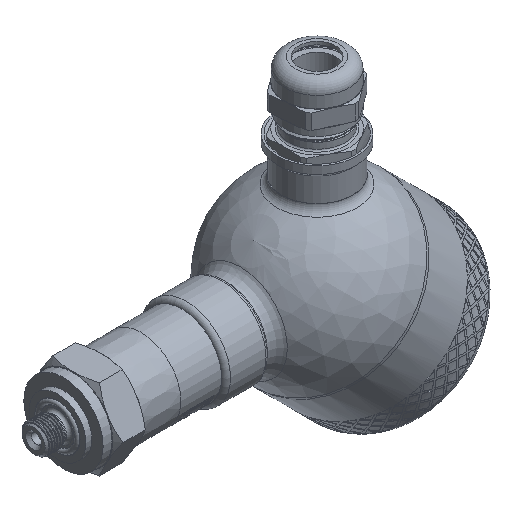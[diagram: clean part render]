
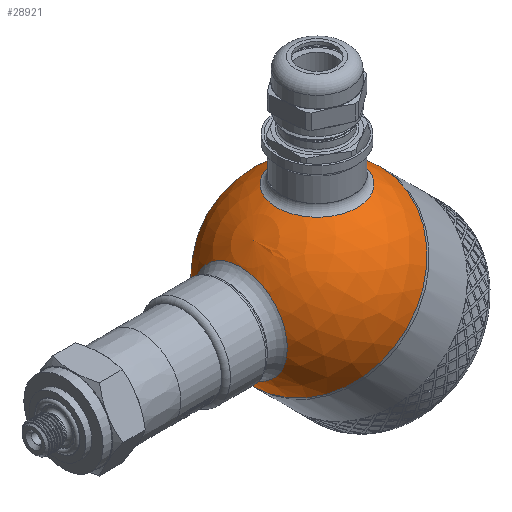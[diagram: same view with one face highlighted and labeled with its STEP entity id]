
A CAD part, isometric view. The second image highlights one B-rep face of the part: STEP entity #28921.
In plain terms, the highlighted spherical face has radius 30 mm.
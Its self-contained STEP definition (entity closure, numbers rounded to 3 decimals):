
#145=SPHERICAL_SURFACE('',#30728,30.);
#1230=FACE_BOUND('',#4236,.T.);
#1231=FACE_BOUND('',#4237,.T.);
#2383=FACE_OUTER_BOUND('',#4235,.T.);
#4235=EDGE_LOOP('',(#20891,#20892,#20893,#20894));
#4236=EDGE_LOOP('',(#20895));
#4237=EDGE_LOOP('',(#20896));
#5983=CIRCLE('',#30651,30.);
#5984=CIRCLE('',#30652,30.);
#6011=CIRCLE('',#30724,13.5);
#6014=CIRCLE('',#30729,30.);
#6015=CIRCLE('',#30730,15.643);
#11401=VERTEX_POINT('',#39554);
#11402=VERTEX_POINT('',#39556);
#11929=VERTEX_POINT('',#46320);
#11931=VERTEX_POINT('',#46327);
#11932=VERTEX_POINT('',#46329);
#14510=EDGE_CURVE('',#11401,#11402,#5983,.T.);
#14511=EDGE_CURVE('',#11402,#11401,#5984,.T.);
#15304=EDGE_CURVE('',#11929,#11929,#6011,.T.);
#15307=EDGE_CURVE('',#11402,#11931,#6014,.T.);
#15308=EDGE_CURVE('',#11932,#11932,#6015,.T.);
#20891=ORIENTED_EDGE('',*,*,#14511,.F.);
#20892=ORIENTED_EDGE('',*,*,#15307,.T.);
#20893=ORIENTED_EDGE('',*,*,#15307,.F.);
#20894=ORIENTED_EDGE('',*,*,#14510,.F.);
#20895=ORIENTED_EDGE('',*,*,#15308,.F.);
#20896=ORIENTED_EDGE('',*,*,#15304,.F.);
#28921=ADVANCED_FACE('',(#2383,#1230,#1231),#145,.T.);
#30651=AXIS2_PLACEMENT_3D('',#39557,#32273,#32274);
#30652=AXIS2_PLACEMENT_3D('',#39558,#32275,#32276);
#30724=AXIS2_PLACEMENT_3D('',#46321,#32697,#32698);
#30728=AXIS2_PLACEMENT_3D('',#46326,#32705,#32706);
#30729=AXIS2_PLACEMENT_3D('',#46328,#32707,#32708);
#30730=AXIS2_PLACEMENT_3D('',#46330,#32709,#32710);
#32273=DIRECTION('center_axis',(1.,0.,0.));
#32274=DIRECTION('ref_axis',(0.,1.,0.));
#32275=DIRECTION('center_axis',(1.,0.,0.));
#32276=DIRECTION('ref_axis',(0.,1.,0.));
#32697=DIRECTION('center_axis',(-0.707,0.,-0.707));
#32698=DIRECTION('ref_axis',(-0.707,0.,0.707));
#32705=DIRECTION('center_axis',(1.,0.,0.));
#32706=DIRECTION('ref_axis',(0.,-1.,0.));
#32707=DIRECTION('center_axis',(0.,0.,1.));
#32708=DIRECTION('ref_axis',(0.,1.,0.));
#32709=DIRECTION('center_axis',(-0.707,0.,0.707));
#32710=DIRECTION('ref_axis',(0.707,0.,0.707));
#39554=CARTESIAN_POINT('',(0.,-30.,0.));
#39556=CARTESIAN_POINT('',(0.,30.,0.));
#39557=CARTESIAN_POINT('Origin',(0.,0.,0.));
#39558=CARTESIAN_POINT('Origin',(0.,0.,0.));
#46320=CARTESIAN_POINT('',(-9.398,0.,-28.49));
#46321=CARTESIAN_POINT('Origin',(-18.944,0.,-18.944));
#46326=CARTESIAN_POINT('Origin',(0.,0.,0.));
#46327=CARTESIAN_POINT('',(-30.,0.,0.));
#46328=CARTESIAN_POINT('Origin',(0.,0.,0.));
#46329=CARTESIAN_POINT('',(-29.162,0.,7.04));
#46330=CARTESIAN_POINT('Origin',(-18.101,0.,18.101));
